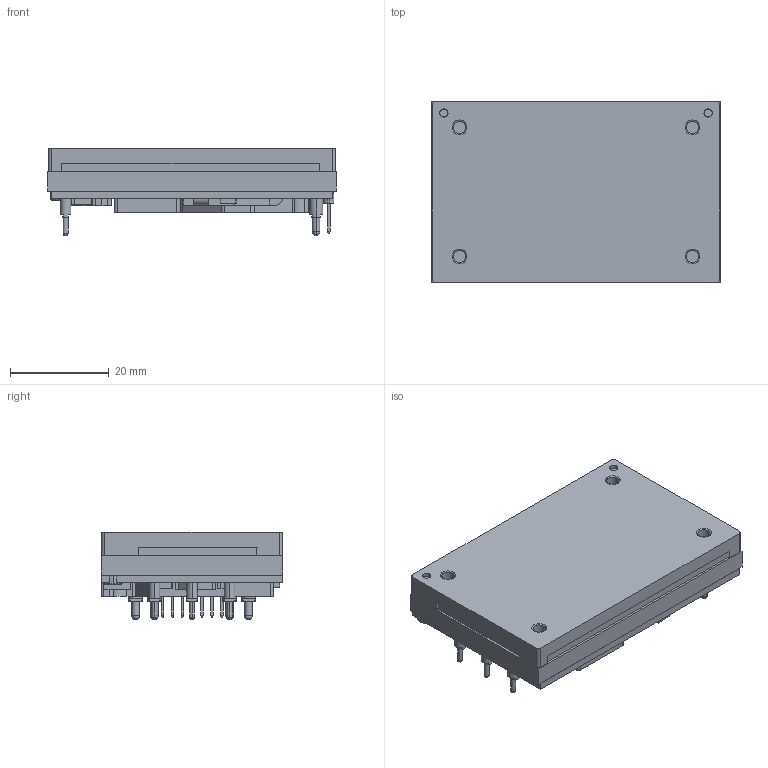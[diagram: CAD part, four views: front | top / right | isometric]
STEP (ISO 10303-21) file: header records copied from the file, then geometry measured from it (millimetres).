
FILE_DESCRIPTION(('Creo Elements/Direct Modeling STEP Export'),'2;1');
FILE_NAME('BMR4912510-simplified-typical.stp','2023-04-20T10:24:22',(''),(''),'Creo Elements/Direct Modeling STEP processor for AP214 (Solid Model)','Creo Elements/Direct Modeling 20.4 27-Mar-2021 (C) Parametric Technology GmbH','');
FILE_SCHEMA(('AUTOMOTIVE_DESIGN { 1 0 10303 214 1 1 1 1 }'));
Length unit declared in the file: millimetre
Products named in the file (9): BOARD_PART_PRT_PRT_PRT.PRT; BP_PRT_PRT_PRT.PRT; TOP_PRT_PRT_PRT.PRT; BOTTOM_PRT_PRT_PRT.PRT; BMR491-2510_ASM_ASM_ASM.ASM; BMR4912510_STP_ASM_ASM.ASM; BMR4912510_STP_ASM.ASM; BMR4912510_STP.ASM; BMR4912510-SIMPLIFIED-TYPICAL.stp
Assembly tree (8 placements, depth 6):
  BMR4912510-SIMPLIFIED-TYPICAL.stp
    BMR4912510_STP.ASM
      BMR4912510_STP_ASM.ASM
        BMR4912510_STP_ASM_ASM.ASM
          BMR491-2510_ASM_ASM_ASM.ASM
            BOTTOM_PRT_PRT_PRT.PRT
            TOP_PRT_PRT_PRT.PRT
            BP_PRT_PRT_PRT.PRT
            BOARD_PART_PRT_PRT_PRT.PRT
Bounding box: 58.4 x 36.8 x 17.69 mm (x, y, z)
Volume: 27228.5 mm3; surface area: 20531.2 mm2
Topology: 4 solids, 4 shells, 442 faces, 1101 edges, 695 vertices
Faces by surface type: plane 290, cylinder 92, cone 38, torus 22
Entity records: 16034 total; most frequent: CARTESIAN_POINT 2290, ORIENTED_EDGE 2202, DIRECTION 2108, EDGE_CURVE 1101, VECTOR 778, LINE 778, VERTEX_POINT 695, AXIS2_PLACEMENT_3D 665
